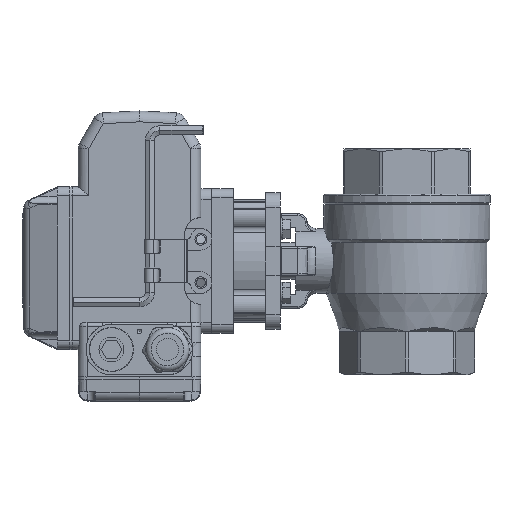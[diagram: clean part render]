
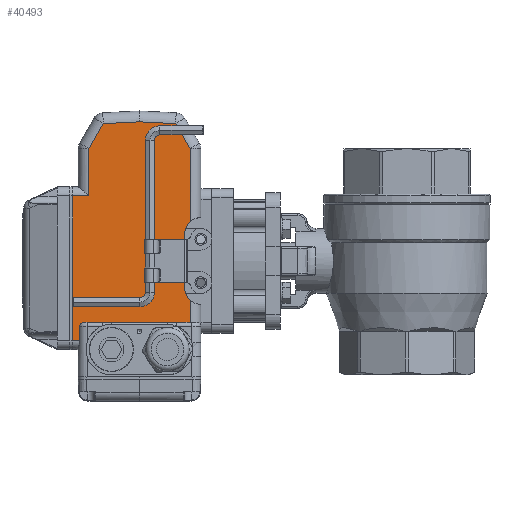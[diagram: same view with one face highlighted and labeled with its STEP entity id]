
A CAD part, left-side view. The second image highlights one B-rep face of the part: STEP entity #40493.
In plain terms, the highlighted face is planar.
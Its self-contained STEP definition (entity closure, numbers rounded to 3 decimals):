
#1313=LINE('',#68558,#4409);
#1318=LINE('',#68593,#4414);
#1720=LINE('',#70498,#4816);
#1721=LINE('',#70500,#4817);
#1722=LINE('',#70505,#4818);
#1723=LINE('',#70509,#4819);
#1724=LINE('',#70511,#4820);
#1725=LINE('',#70513,#4821);
#1726=LINE('',#70515,#4822);
#1727=LINE('',#70517,#4823);
#1728=LINE('',#70519,#4824);
#1729=LINE('',#70520,#4825);
#1730=LINE('',#70530,#4826);
#1731=LINE('',#70532,#4827);
#1732=LINE('',#70534,#4828);
#4409=VECTOR('',#48571,1000.);
#4414=VECTOR('',#48604,1000.);
#4816=VECTOR('',#50542,1000.);
#4817=VECTOR('',#50545,1000.);
#4818=VECTOR('',#50548,1000.);
#4819=VECTOR('',#50551,1000.);
#4820=VECTOR('',#50552,1000.);
#4821=VECTOR('',#50553,1000.);
#4822=VECTOR('',#50554,1000.);
#4823=VECTOR('',#50555,1000.);
#4824=VECTOR('',#50556,1000.);
#4825=VECTOR('',#50557,1000.);
#4826=VECTOR('',#50558,1000.);
#4827=VECTOR('',#50559,1000.);
#4828=VECTOR('',#50560,1000.);
#7362=PLANE('',#43976);
#8299=B_SPLINE_CURVE_WITH_KNOTS('',3,(#70522,#70523,#70524,#70525,#70526,
#70527,#70528),.UNSPECIFIED.,.F.,.F.,(4,1,1,1,4),(0.,
0.001,0.003,0.004,0.005),
 .UNSPECIFIED.);
#11642=ORIENTED_EDGE('',*,*,#22510,.T.);
#11643=ORIENTED_EDGE('',*,*,#22511,.F.);
#11644=ORIENTED_EDGE('',*,*,#22512,.F.);
#11645=ORIENTED_EDGE('',*,*,#22513,.F.);
#11646=ORIENTED_EDGE('',*,*,#22514,.T.);
#11647=ORIENTED_EDGE('',*,*,#22515,.T.);
#11648=ORIENTED_EDGE('',*,*,#22516,.T.);
#11649=ORIENTED_EDGE('',*,*,#22517,.T.);
#11650=ORIENTED_EDGE('',*,*,#22518,.T.);
#11651=ORIENTED_EDGE('',*,*,#22519,.T.);
#11652=ORIENTED_EDGE('',*,*,#21617,.F.);
#11653=ORIENTED_EDGE('',*,*,#21600,.F.);
#11654=ORIENTED_EDGE('',*,*,#22509,.T.);
#11655=ORIENTED_EDGE('',*,*,#22520,.T.);
#11656=ORIENTED_EDGE('',*,*,#22521,.T.);
#11657=ORIENTED_EDGE('',*,*,#22522,.T.);
#11658=ORIENTED_EDGE('',*,*,#22523,.T.);
#11659=ORIENTED_EDGE('',*,*,#22524,.T.);
#21600=EDGE_CURVE('',#27452,#27445,#1313,.T.);
#21617=EDGE_CURVE('',#27445,#27469,#1318,.T.);
#22509=EDGE_CURVE('',#27452,#28017,#1720,.T.);
#22510=EDGE_CURVE('',#28018,#28019,#1721,.T.);
#22511=EDGE_CURVE('',#28020,#28019,#31565,.T.);
#22512=EDGE_CURVE('',#28021,#28020,#1722,.T.);
#22513=EDGE_CURVE('',#28022,#28021,#31566,.T.);
#22514=EDGE_CURVE('',#28022,#28023,#1723,.T.);
#22515=EDGE_CURVE('',#28023,#28024,#1724,.T.);
#22516=EDGE_CURVE('',#28024,#28025,#1725,.T.);
#22517=EDGE_CURVE('',#28025,#28026,#1726,.T.);
#22518=EDGE_CURVE('',#28026,#28027,#1727,.T.);
#22519=EDGE_CURVE('',#28027,#27469,#1728,.T.);
#22520=EDGE_CURVE('',#28017,#28028,#1729,.T.);
#22521=EDGE_CURVE('',#28028,#28029,#8299,.T.);
#22522=EDGE_CURVE('',#28029,#28030,#1730,.T.);
#22523=EDGE_CURVE('',#28030,#28031,#1731,.T.);
#22524=EDGE_CURVE('',#28031,#28018,#1732,.T.);
#27445=VERTEX_POINT('',#68544);
#27452=VERTEX_POINT('',#68557);
#27469=VERTEX_POINT('',#68594);
#28017=VERTEX_POINT('',#70497);
#28018=VERTEX_POINT('',#70501);
#28019=VERTEX_POINT('',#70502);
#28020=VERTEX_POINT('',#70504);
#28021=VERTEX_POINT('',#70506);
#28022=VERTEX_POINT('',#70508);
#28023=VERTEX_POINT('',#70510);
#28024=VERTEX_POINT('',#70512);
#28025=VERTEX_POINT('',#70514);
#28026=VERTEX_POINT('',#70516);
#28027=VERTEX_POINT('',#70518);
#28028=VERTEX_POINT('',#70521);
#28029=VERTEX_POINT('',#70529);
#28030=VERTEX_POINT('',#70531);
#28031=VERTEX_POINT('',#70533);
#31565=CIRCLE('',#43977,9.);
#31566=CIRCLE('',#43978,9.);
#33758=EDGE_LOOP('',(#11642,#11643,#11644,#11645,#11646,#11647,#11648,#11649,
#11650,#11651,#11652,#11653,#11654,#11655,#11656,#11657,#11658,#11659));
#36703=FACE_BOUND('',#33758,.T.);
#40493=ADVANCED_FACE('',(#36703),#7362,.F.);
#43976=AXIS2_PLACEMENT_3D('',#70499,#50543,#50544);
#43977=AXIS2_PLACEMENT_3D('',#70503,#50546,#50547);
#43978=AXIS2_PLACEMENT_3D('',#70507,#50549,#50550);
#48571=DIRECTION('',(-1.,0.,0.));
#48604=DIRECTION('',(0.,0.,1.));
#50542=DIRECTION('',(0.,0.,1.));
#50543=DIRECTION('',(0.,1.,0.));
#50544=DIRECTION('',(0.,0.,1.));
#50545=DIRECTION('',(-1.,0.,0.));
#50546=DIRECTION('',(0.,-1.,0.));
#50547=DIRECTION('',(0.,0.,1.));
#50548=DIRECTION('',(1.,0.,0.));
#50549=DIRECTION('',(0.,-1.,0.));
#50550=DIRECTION('',(0.,0.,-1.));
#50551=DIRECTION('',(-1.,0.,0.));
#50552=DIRECTION('',(-0.866,0.,-0.5));
#50553=DIRECTION('',(-0.05,0.,-0.999));
#50554=DIRECTION('',(0.05,0.,-0.999));
#50555=DIRECTION('',(0.866,0.,-0.5));
#50556=DIRECTION('',(1.,0.,0.));
#50557=DIRECTION('',(-1.,0.,0.));
#50558=DIRECTION('',(0.,0.,1.));
#50559=DIRECTION('',(0.,0.,1.));
#50560=DIRECTION('',(0.,0.,1.));
#68544=CARTESIAN_POINT('',(-36.,-43.,-37.));
#68557=CARTESIAN_POINT('',(44.,-43.,-37.));
#68558=CARTESIAN_POINT('',(44.,-43.,-37.));
#68593=CARTESIAN_POINT('',(-36.,-43.,-37.));
#68594=CARTESIAN_POINT('',(-36.,-43.,-28.));
#70497=CARTESIAN_POINT('',(44.,-43.,-33.));
#70498=CARTESIAN_POINT('',(44.,-43.,-37.));
#70499=CARTESIAN_POINT('',(-62.144,-43.,-28.));
#70500=CARTESIAN_POINT('',(-62.144,-43.,28.));
#70501=CARTESIAN_POINT('',(34.,-43.,28.));
#70502=CARTESIAN_POINT('',(21.708,-43.,28.));
#70503=CARTESIAN_POINT('',(15.,-43.,34.));
#70504=CARTESIAN_POINT('',(15.,-43.,25.));
#70505=CARTESIAN_POINT('',(-15.,-43.,25.));
#70506=CARTESIAN_POINT('',(-15.,-43.,25.));
#70507=CARTESIAN_POINT('',(-15.,-43.,34.));
#70508=CARTESIAN_POINT('',(-21.708,-43.,28.));
#70509=CARTESIAN_POINT('',(-62.144,-43.,28.));
#70510=CARTESIAN_POINT('',(-62.144,-43.,28.));
#70511=CARTESIAN_POINT('',(-76.,-43.,20.));
#70512=CARTESIAN_POINT('',(-76.,-43.,20.));
#70513=CARTESIAN_POINT('',(-77.007,-43.,-0.297));
#70514=CARTESIAN_POINT('',(-76.993,-43.,0.));
#70515=CARTESIAN_POINT('',(-76.,-43.,-20.));
#70516=CARTESIAN_POINT('',(-76.,-43.,-20.));
#70517=CARTESIAN_POINT('',(-62.144,-43.,-28.));
#70518=CARTESIAN_POINT('',(-62.144,-43.,-28.));
#70519=CARTESIAN_POINT('',(-36.,-43.,-28.));
#70520=CARTESIAN_POINT('',(44.,-43.,-33.));
#70521=CARTESIAN_POINT('',(36.,-43.,-33.));
#70522=CARTESIAN_POINT('',(36.,-43.,-33.));
#70523=CARTESIAN_POINT('',(35.576,-43.,-33.));
#70524=CARTESIAN_POINT('',(34.756,-43.,-32.643));
#70525=CARTESIAN_POINT('',(34.128,-43.,-31.495));
#70526=CARTESIAN_POINT('',(33.99,-43.,-30.249));
#70527=CARTESIAN_POINT('',(34.,-43.,-29.417));
#70528=CARTESIAN_POINT('',(34.,-43.,-29.));
#70529=CARTESIAN_POINT('',(34.,-43.,-29.));
#70530=CARTESIAN_POINT('',(34.,-43.,34.));
#70531=CARTESIAN_POINT('',(34.,-43.,-20.696));
#70532=CARTESIAN_POINT('',(34.,-43.,34.));
#70533=CARTESIAN_POINT('',(34.,-43.,20.696));
#70534=CARTESIAN_POINT('',(34.,-43.,34.));
